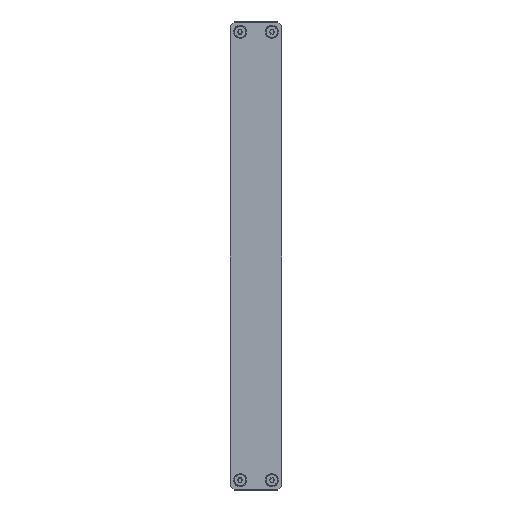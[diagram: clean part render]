
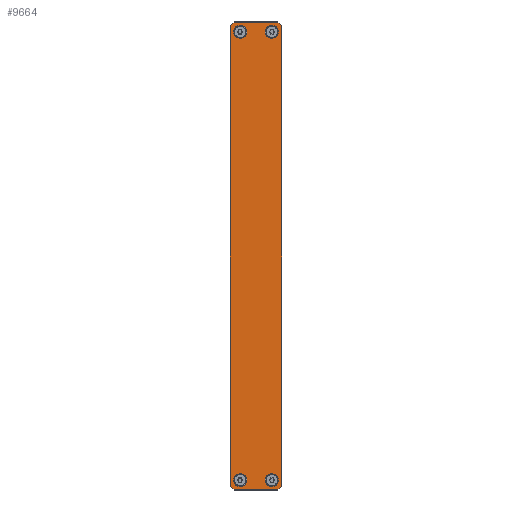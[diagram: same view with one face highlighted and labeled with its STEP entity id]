
A CAD part, left-side view. The second image highlights one B-rep face of the part: STEP entity #9664.
In plain terms, the highlighted face is planar.
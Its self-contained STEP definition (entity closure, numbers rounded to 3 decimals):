
#206 = AXIS2_PLACEMENT_3D ( 'NONE', #1524, #8363, #682 ) ;
#264 = CIRCLE ( 'NONE', #4576, 3.25 ) ;
#284 = DIRECTION ( 'NONE',  ( 0., -1., 0. ) ) ;
#306 = FACE_BOUND ( 'NONE', #6072, .T. ) ;
#310 = LINE ( 'NONE', #4692, #6891 ) ;
#574 = ORIENTED_EDGE ( 'NONE', *, *, #6192, .F. ) ;
#588 = CIRCLE ( 'NONE', #9164, 3.25 ) ;
#611 = CARTESIAN_POINT ( 'NONE',  ( -113., 0., -4.75 ) ) ;
#682 = DIRECTION ( 'NONE',  ( 0., 0., -1. ) ) ;
#827 = CARTESIAN_POINT ( 'NONE',  ( -113., 0., -8. ) ) ;
#897 = EDGE_LOOP ( 'NONE', ( #9869, #1658, #6887, #5152, #9286, #5198, #9429, #9656 ) ) ;
#898 = CARTESIAN_POINT ( 'NONE',  ( 113., 0., 4.75 ) ) ;
#1080 = CARTESIAN_POINT ( 'NONE',  ( -113., 0., 8. ) ) ;
#1135 = LINE ( 'NONE', #7917, #4010 ) ;
#1325 = EDGE_CURVE ( 'NONE', #4597, #3347, #4915, .T. ) ;
#1468 = CIRCLE ( 'NONE', #4720, 3.25 ) ;
#1524 = CARTESIAN_POINT ( 'NONE',  ( -113., 0., 8. ) ) ;
#1525 = CARTESIAN_POINT ( 'NONE',  ( -113., 0., 11.25 ) ) ;
#1605 = CARTESIAN_POINT ( 'NONE',  ( -64.5, 0., 64.5 ) ) ;
#1606 = CIRCLE ( 'NONE', #8959, 3.25 ) ;
#1658 = ORIENTED_EDGE ( 'NONE', *, *, #7999, .T. ) ;
#1697 = ORIENTED_EDGE ( 'NONE', *, *, #4481, .F. ) ;
#1704 = EDGE_CURVE ( 'NONE', #3289, #2427, #4060, .T. ) ;
#1711 = CARTESIAN_POINT ( 'NONE',  ( 113., 0., -8. ) ) ;
#1894 = DIRECTION ( 'NONE',  ( 0., 0., -1. ) ) ;
#1993 = CARTESIAN_POINT ( 'NONE',  ( 118., 0., -11. ) ) ;
#2015 = ORIENTED_EDGE ( 'NONE', *, *, #2506, .F. ) ;
#2088 = FACE_BOUND ( 'NONE', #3375, .T. ) ;
#2114 = CARTESIAN_POINT ( 'NONE',  ( 116., 0., -13. ) ) ;
#2236 = VERTEX_POINT ( 'NONE', #5885 ) ;
#2246 = VERTEX_POINT ( 'NONE', #6107 ) ;
#2298 = VERTEX_POINT ( 'NONE', #9822 ) ;
#2325 = VERTEX_POINT ( 'NONE', #6588 ) ;
#2331 = EDGE_CURVE ( 'NONE', #2325, #11039, #8160, .T. ) ;
#2427 = VERTEX_POINT ( 'NONE', #3336 ) ;
#2505 = CARTESIAN_POINT ( 'NONE',  ( -113., 0., -8. ) ) ;
#2506 = EDGE_CURVE ( 'NONE', #5276, #6239, #588, .T. ) ;
#3044 = EDGE_CURVE ( 'NONE', #3289, #11039, #5835, .T. ) ;
#3083 = CIRCLE ( 'NONE', #206, 3.25 ) ;
#3107 = VERTEX_POINT ( 'NONE', #7495 ) ;
#3147 = EDGE_CURVE ( 'NONE', #10558, #2236, #1468, .T. ) ;
#3289 = VERTEX_POINT ( 'NONE', #10250 ) ;
#3336 = CARTESIAN_POINT ( 'NONE',  ( 116., 0., 13. ) ) ;
#3347 = VERTEX_POINT ( 'NONE', #1993 ) ;
#3375 = EDGE_LOOP ( 'NONE', ( #1697, #6349 ) ) ;
#3529 = DIRECTION ( 'NONE',  ( 0., 0., -1. ) ) ;
#3541 = LINE ( 'NONE', #4445, #9131 ) ;
#3560 = DIRECTION ( 'NONE',  ( 0.707, 0., -0.707 ) ) ;
#3580 = VECTOR ( 'NONE', #8416, 1000. ) ;
#3601 = CIRCLE ( 'NONE', #5034, 3.25 ) ;
#3615 = FACE_BOUND ( 'NONE', #10402, .T. ) ;
#3770 = ORIENTED_EDGE ( 'NONE', *, *, #10260, .F. ) ;
#3898 = DIRECTION ( 'NONE',  ( 0., 0., -1. ) ) ;
#4010 = VECTOR ( 'NONE', #3560, 1000. ) ;
#4060 = LINE ( 'NONE', #10195, #7616 ) ;
#4064 = ORIENTED_EDGE ( 'NONE', *, *, #9831, .F. ) ;
#4113 = ORIENTED_EDGE ( 'NONE', *, *, #6023, .F. ) ;
#4118 = CARTESIAN_POINT ( 'NONE',  ( -113., 0., 4.75 ) ) ;
#4176 = DIRECTION ( 'NONE',  ( 0., 0., -1. ) ) ;
#4445 = CARTESIAN_POINT ( 'NONE',  ( 64.5, 0., 64.5 ) ) ;
#4454 = CARTESIAN_POINT ( 'NONE',  ( 64.5, 0., -64.5 ) ) ;
#4481 = EDGE_CURVE ( 'NONE', #2236, #10558, #264, .T. ) ;
#4519 = CARTESIAN_POINT ( 'NONE',  ( 0., 0., 0. ) ) ;
#4576 = AXIS2_PLACEMENT_3D ( 'NONE', #827, #5155, #10131 ) ;
#4597 = VERTEX_POINT ( 'NONE', #8005 ) ;
#4634 = FACE_OUTER_BOUND ( 'NONE', #897, .T. ) ;
#4692 = CARTESIAN_POINT ( 'NONE',  ( -118., 0., -13. ) ) ;
#4720 = AXIS2_PLACEMENT_3D ( 'NONE', #2505, #4891, #9339 ) ;
#4891 = DIRECTION ( 'NONE',  ( 0., -1., 0. ) ) ;
#4901 = DIRECTION ( 'NONE',  ( 1., 0., 0. ) ) ;
#4915 = LINE ( 'NONE', #10989, #3580 ) ;
#4947 = ORIENTED_EDGE ( 'NONE', *, *, #8383, .F. ) ;
#4990 = DIRECTION ( 'NONE',  ( -0.707, 0., -0.707 ) ) ;
#5034 = AXIS2_PLACEMENT_3D ( 'NONE', #1080, #8820, #9542 ) ;
#5152 = ORIENTED_EDGE ( 'NONE', *, *, #9396, .T. ) ;
#5155 = DIRECTION ( 'NONE',  ( 0., -1., 0. ) ) ;
#5198 = ORIENTED_EDGE ( 'NONE', *, *, #10386, .T. ) ;
#5276 = VERTEX_POINT ( 'NONE', #7101 ) ;
#5381 = CARTESIAN_POINT ( 'NONE',  ( 113., 0., 8. ) ) ;
#5460 = VERTEX_POINT ( 'NONE', #4118 ) ;
#5630 = AXIS2_PLACEMENT_3D ( 'NONE', #5381, #284, #1894 ) ;
#5643 = CARTESIAN_POINT ( 'NONE',  ( -118., 0., 13. ) ) ;
#5835 = LINE ( 'NONE', #1605, #10243 ) ;
#5885 = CARTESIAN_POINT ( 'NONE',  ( -113., 0., -11.25 ) ) ;
#6023 = EDGE_CURVE ( 'NONE', #9263, #5460, #3601, .T. ) ;
#6072 = EDGE_LOOP ( 'NONE', ( #3770, #4064 ) ) ;
#6107 = CARTESIAN_POINT ( 'NONE',  ( 113., 0., -4.75 ) ) ;
#6192 = EDGE_CURVE ( 'NONE', #5460, #9263, #3083, .T. ) ;
#6239 = VERTEX_POINT ( 'NONE', #898 ) ;
#6349 = ORIENTED_EDGE ( 'NONE', *, *, #3147, .F. ) ;
#6588 = CARTESIAN_POINT ( 'NONE',  ( -118., 0., -11. ) ) ;
#6747 = DIRECTION ( 'NONE',  ( 0., -1., 0. ) ) ;
#6887 = ORIENTED_EDGE ( 'NONE', *, *, #9062, .F. ) ;
#6891 = VECTOR ( 'NONE', #9645, 1000. ) ;
#6901 = VECTOR ( 'NONE', #8699, 1000. ) ;
#7022 = LINE ( 'NONE', #4454, #6901 ) ;
#7032 = DIRECTION ( 'NONE',  ( 0., 0., -1. ) ) ;
#7097 = PLANE ( 'NONE',  #10838 ) ;
#7101 = CARTESIAN_POINT ( 'NONE',  ( 113., 0., 11.25 ) ) ;
#7238 = CIRCLE ( 'NONE', #5630, 3.25 ) ;
#7495 = CARTESIAN_POINT ( 'NONE',  ( 113., 0., -11.25 ) ) ;
#7616 = VECTOR ( 'NONE', #4901, 1000. ) ;
#7685 = CARTESIAN_POINT ( 'NONE',  ( 113., 0., 8. ) ) ;
#7917 = CARTESIAN_POINT ( 'NONE',  ( -64.5, 0., -64.5 ) ) ;
#7918 = FACE_BOUND ( 'NONE', #10295, .T. ) ;
#7999 = EDGE_CURVE ( 'NONE', #2325, #2298, #1135, .T. ) ;
#8005 = CARTESIAN_POINT ( 'NONE',  ( 118., 0., 11. ) ) ;
#8031 = DIRECTION ( 'NONE',  ( 0., -1., 0. ) ) ;
#8160 = LINE ( 'NONE', #5643, #9527 ) ;
#8203 = DIRECTION ( 'NONE',  ( 0., -1., 0. ) ) ;
#8363 = DIRECTION ( 'NONE',  ( 0., -1., 0. ) ) ;
#8383 = EDGE_CURVE ( 'NONE', #6239, #5276, #7238, .T. ) ;
#8416 = DIRECTION ( 'NONE',  ( 0., 0., -1. ) ) ;
#8509 = DIRECTION ( 'NONE',  ( 0., -1., 0. ) ) ;
#8699 = DIRECTION ( 'NONE',  ( 0.707, 0., 0.707 ) ) ;
#8820 = DIRECTION ( 'NONE',  ( 0., -1., 0. ) ) ;
#8959 = AXIS2_PLACEMENT_3D ( 'NONE', #1711, #8509, #3529 ) ;
#9053 = AXIS2_PLACEMENT_3D ( 'NONE', #10833, #8203, #3898 ) ;
#9062 = EDGE_CURVE ( 'NONE', #10596, #2298, #310, .T. ) ;
#9131 = VECTOR ( 'NONE', #10487, 1000. ) ;
#9164 = AXIS2_PLACEMENT_3D ( 'NONE', #7685, #6747, #4176 ) ;
#9263 = VERTEX_POINT ( 'NONE', #1525 ) ;
#9286 = ORIENTED_EDGE ( 'NONE', *, *, #1325, .F. ) ;
#9339 = DIRECTION ( 'NONE',  ( 0., 0., -1. ) ) ;
#9396 = EDGE_CURVE ( 'NONE', #10596, #3347, #7022, .T. ) ;
#9429 = ORIENTED_EDGE ( 'NONE', *, *, #1704, .F. ) ;
#9527 = VECTOR ( 'NONE', #10784, 1000. ) ;
#9542 = DIRECTION ( 'NONE',  ( 0., 0., -1. ) ) ;
#9645 = DIRECTION ( 'NONE',  ( -1., 0., 0. ) ) ;
#9656 = ORIENTED_EDGE ( 'NONE', *, *, #3044, .T. ) ;
#9664 = ADVANCED_FACE ( 'NONE', ( #3615, #306, #2088, #7918, #4634 ), #7097, .T. ) ;
#9785 = CARTESIAN_POINT ( 'NONE',  ( -118., 0., 11. ) ) ;
#9822 = CARTESIAN_POINT ( 'NONE',  ( -116., 0., -13. ) ) ;
#9831 = EDGE_CURVE ( 'NONE', #2246, #3107, #11007, .T. ) ;
#9869 = ORIENTED_EDGE ( 'NONE', *, *, #2331, .F. ) ;
#10131 = DIRECTION ( 'NONE',  ( 0., 0., -1. ) ) ;
#10195 = CARTESIAN_POINT ( 'NONE',  ( -118., 0., 13. ) ) ;
#10243 = VECTOR ( 'NONE', #4990, 1000. ) ;
#10250 = CARTESIAN_POINT ( 'NONE',  ( -116., 0., 13. ) ) ;
#10260 = EDGE_CURVE ( 'NONE', #3107, #2246, #1606, .T. ) ;
#10295 = EDGE_LOOP ( 'NONE', ( #574, #4113 ) ) ;
#10386 = EDGE_CURVE ( 'NONE', #4597, #2427, #3541, .T. ) ;
#10402 = EDGE_LOOP ( 'NONE', ( #4947, #2015 ) ) ;
#10487 = DIRECTION ( 'NONE',  ( -0.707, 0., 0.707 ) ) ;
#10558 = VERTEX_POINT ( 'NONE', #611 ) ;
#10596 = VERTEX_POINT ( 'NONE', #2114 ) ;
#10784 = DIRECTION ( 'NONE',  ( 0., 0., 1. ) ) ;
#10833 = CARTESIAN_POINT ( 'NONE',  ( 113., 0., -8. ) ) ;
#10838 = AXIS2_PLACEMENT_3D ( 'NONE', #4519, #8031, #7032 ) ;
#10989 = CARTESIAN_POINT ( 'NONE',  ( 118., 0., 13. ) ) ;
#11007 = CIRCLE ( 'NONE', #9053, 3.25 ) ;
#11039 = VERTEX_POINT ( 'NONE', #9785 ) ;
